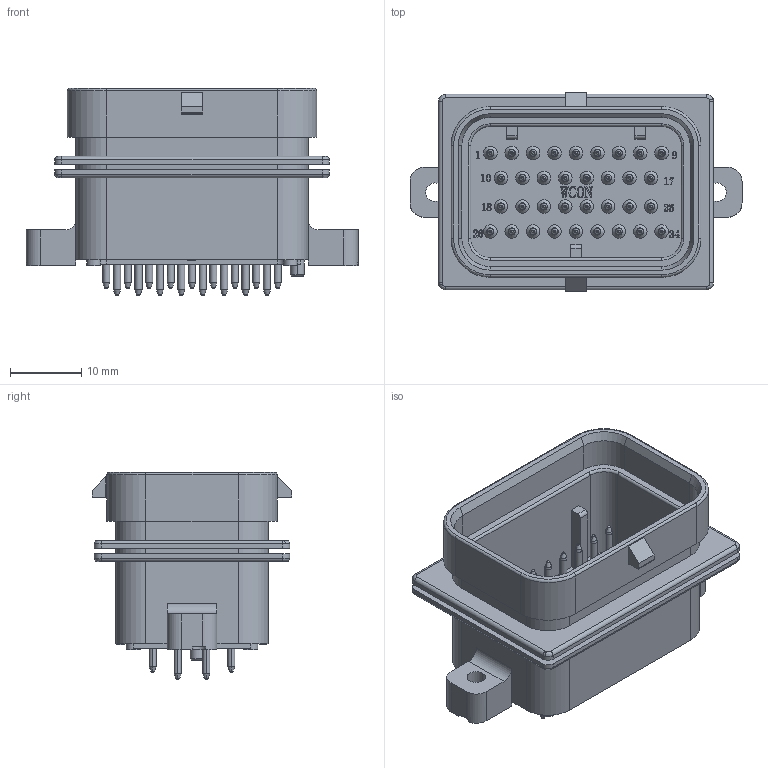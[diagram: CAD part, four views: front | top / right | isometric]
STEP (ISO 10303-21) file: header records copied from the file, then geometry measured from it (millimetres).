
FILE_DESCRIPTION( ('This file contains a STEP AP42 implementation' ,'as created by ZW3D STEP Interface translator.') ,'2;1' );
FILE_NAME( '73040-4MS034CPS4BA2W.stp' ,'23 321. 81845', (''), ('ZWCAD Software Co.'), 'Version 1.0', 'ZW3D to STEP translator', '' );
FILE_SCHEMA(('AUTOMOTIVE_DESIGN { 1 0 10303 214 1 1 1 1 }'));
Length unit declared in the file: millimetre
Products named in the file (3): 0; 73040-4MS034CPS4BA2W; T5001_1
Assembly tree (34 placements, depth 2):
  0
  73040-4MS034CPS4BA2W
    T5001_1  x34
Bounding box: 46.5 x 27.9 x 29 mm (x, y, z)
Volume: 7375.6 mm3; surface area: 10500.7 mm2
Topology: 35 solids, 35 shells, 2464 faces, 6267 edges, 3875 vertices
Faces by surface type: plane 1503, cylinder 451, bspline 320, cone 182, torus 8
Full cylindrical faces by diameter (mm): 1 x34
Entity records: 26811 total; most frequent: CARTESIAN_POINT 6580, ORIENTED_EDGE 4216, DIRECTION 3633, EDGE_CURVE 2108, VECTOR 1377, LINE 1377, VERTEX_POINT 1367, AXIS2_PLACEMENT_3D 1128
